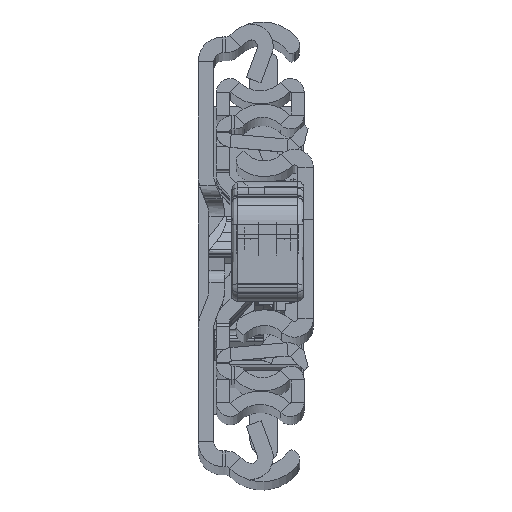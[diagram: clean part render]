
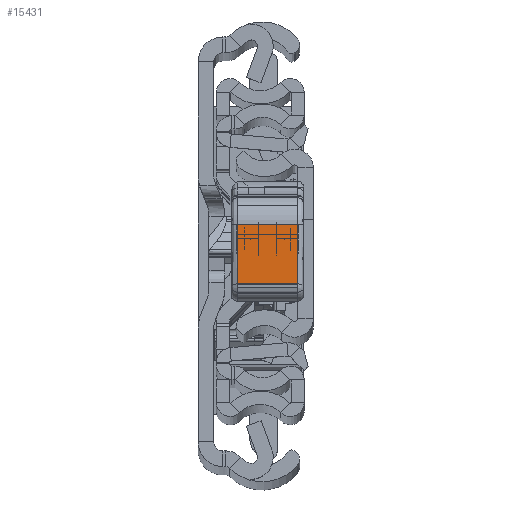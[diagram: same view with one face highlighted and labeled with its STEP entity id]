
A CAD part, top view. The second image highlights one B-rep face of the part: STEP entity #15431.
In plain terms, the highlighted face is planar.
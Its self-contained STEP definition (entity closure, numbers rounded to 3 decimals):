
#121 = AXIS2_PLACEMENT_3D ( 'NONE', #29414, #19483, #3581 ) ;
#884 = EDGE_CURVE ( 'NONE', #28519, #26650, #20408, .T. ) ;
#2730 = CARTESIAN_POINT ( 'NONE',  ( 39.818, -2.465, 0. ) ) ;
#3010 = VECTOR ( 'NONE', #19120, 1000. ) ;
#3581 = DIRECTION ( 'NONE',  ( -0.027, -1., 0. ) ) ;
#3665 = CARTESIAN_POINT ( 'NONE',  ( 39.818, -2.465, 11. ) ) ;
#5505 = VECTOR ( 'NONE', #18060, 1000. ) ;
#6625 = VECTOR ( 'NONE', #11336, 1000. ) ;
#8341 = EDGE_LOOP ( 'NONE', ( #17287, #9902, #21189, #12297 ) ) ;
#8976 = CARTESIAN_POINT ( 'NONE',  ( 39.55, -12.274, 10. ) ) ;
#9902 = ORIENTED_EDGE ( 'NONE', *, *, #20313, .T. ) ;
#11077 = CARTESIAN_POINT ( 'NONE',  ( 39.55, -12.274, 0. ) ) ;
#11336 = DIRECTION ( 'NONE',  ( -0.027, -1., 0. ) ) ;
#12297 = ORIENTED_EDGE ( 'NONE', *, *, #16668, .T. ) ;
#15431 = ADVANCED_FACE ( 'NONE', ( #19164 ), #24692, .F. ) ;
#15939 = LINE ( 'NONE', #11077, #3010 ) ;
#16238 = LINE ( 'NONE', #3665, #16435 ) ;
#16435 = VECTOR ( 'NONE', #28854, 1000. ) ;
#16668 = EDGE_CURVE ( 'NONE', #28687, #28519, #28975, .T. ) ;
#17287 = ORIENTED_EDGE ( 'NONE', *, *, #884, .T. ) ;
#18060 = DIRECTION ( 'NONE',  ( 0., 0., -1. ) ) ;
#19120 = DIRECTION ( 'NONE',  ( 0.027, 1., 0. ) ) ;
#19164 = FACE_OUTER_BOUND ( 'NONE', #8341, .T. ) ;
#19483 = DIRECTION ( 'NONE',  ( -1., 0.027, 0. ) ) ;
#20313 = EDGE_CURVE ( 'NONE', #26650, #23551, #15939, .T. ) ;
#20408 = LINE ( 'NONE', #21085, #5505 ) ;
#21085 = CARTESIAN_POINT ( 'NONE',  ( 39.55, -12.274, 11. ) ) ;
#21189 = ORIENTED_EDGE ( 'NONE', *, *, #30689, .T. ) ;
#21584 = CARTESIAN_POINT ( 'NONE',  ( 39.818, -2.465, 10. ) ) ;
#23551 = VERTEX_POINT ( 'NONE', #2730 ) ;
#24692 = PLANE ( 'NONE',  #121 ) ;
#26650 = VERTEX_POINT ( 'NONE', #27693 ) ;
#27693 = CARTESIAN_POINT ( 'NONE',  ( 39.55, -12.274, 0. ) ) ;
#28519 = VERTEX_POINT ( 'NONE', #30676 ) ;
#28687 = VERTEX_POINT ( 'NONE', #21584 ) ;
#28854 = DIRECTION ( 'NONE',  ( 0., 0., 1. ) ) ;
#28975 = LINE ( 'NONE', #8976, #6625 ) ;
#29414 = CARTESIAN_POINT ( 'NONE',  ( 39.55, -12.274, 11. ) ) ;
#30676 = CARTESIAN_POINT ( 'NONE',  ( 39.55, -12.274, 10. ) ) ;
#30689 = EDGE_CURVE ( 'NONE', #23551, #28687, #16238, .T. ) ;
